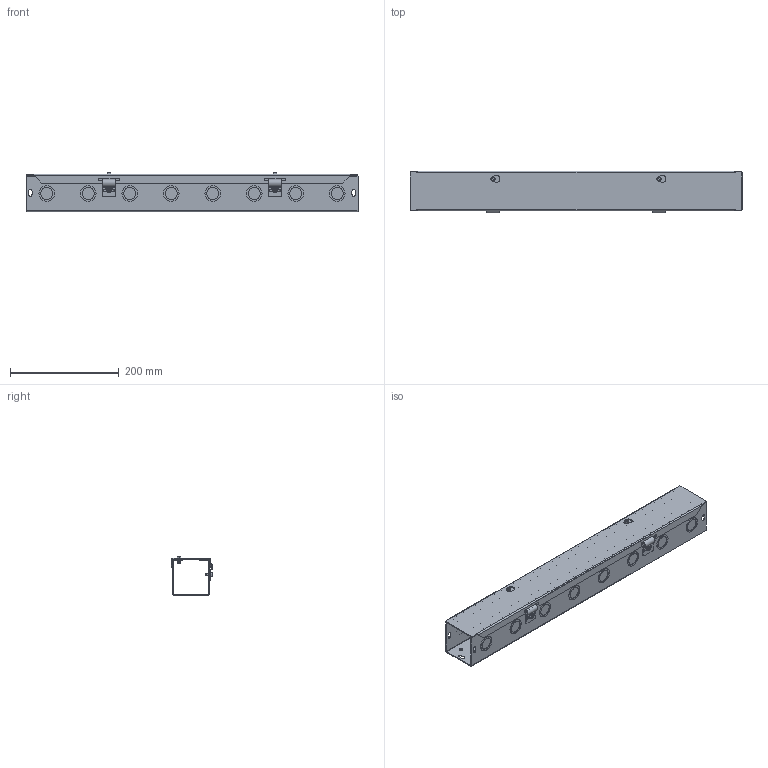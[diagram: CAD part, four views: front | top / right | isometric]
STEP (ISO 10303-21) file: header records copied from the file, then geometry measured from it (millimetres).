
FILE_DESCRIPTION(/* description */ ('HS_BLR 2.5X2.5X24'),/* implementation_level */ '2;1');
FILE_NAME(/* name */ 'HS222.stp',/* time_stamp */ '2017-06-12T12:17:57+06:00',/* author */ ('vdas'),/* organization */ (''),/* preprocessor_version */ 'ST-DEVELOPER v16.1',/* originating_system */ 'Autodesk Inventor 2016',/* authorisation */ '');
FILE_SCHEMA (('AUTOMOTIVE_DESIGN { 1 0 10303 214 3 1 1 }'));
Length unit declared in the file: inch
Products named in the file (5): HS222BLR; HS222LID; 372141; 31816; HS222
Assembly tree (8 placements, depth 2):
  HS222
    HS222BLR
    HS222LID
    372141  x4
    31816  x2
Bounding box: 609.6 x 76.64 x 71.69 mm (x, y, z)
Volume: 317591.5 mm3; surface area: 404391.3 mm2
Topology: 8 solids, 8 shells, 607 faces, 1439 edges, 884 vertices
Faces by surface type: plane 299, cylinder 140, cone 108, torus 52, bspline 8
Full cylindrical faces by diameter (mm): 4.089 x4, 4.595 x32, 6.35 x4, 7.938 x4, 22.225 x16, 28.575 x16
Entity records: 10006 total; most frequent: CARTESIAN_POINT 1932, DIRECTION 1615, ORIENTED_EDGE 1458, EDGE_CURVE 729, AXIS2_PLACEMENT_3D 579, VERTEX_POINT 506, EDGE_LOOP 499, LINE 457
